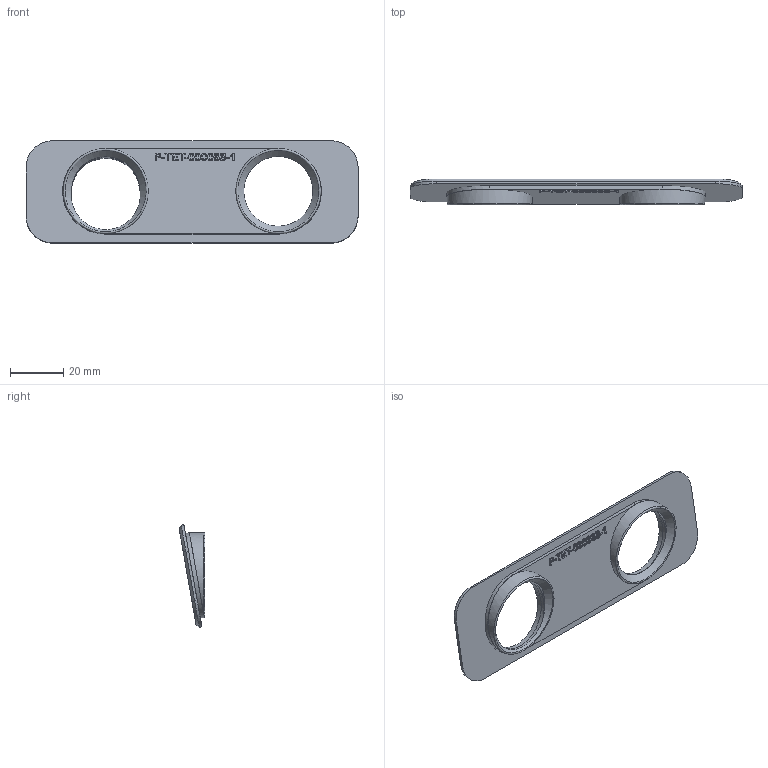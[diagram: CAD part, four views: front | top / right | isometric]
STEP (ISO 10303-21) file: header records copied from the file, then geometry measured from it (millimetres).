
FILE_DESCRIPTION(/* description */ (''),/* implementation_level */ '2;1');
FILE_NAME(/* name */ 'P-TET-000033-0_Rear_port_cover.step',/* time_stamp */ '2020-08-31T13:38:11-04:00',/* author */ (''),/* organization */ (''),/* preprocessor_version */ 'ST-DEVELOPER v18.1',/* originating_system */ 'Autodesk Translation Framework v9.3.0.1241',/* authorisation */ '');
FILE_SCHEMA (('AUTOMOTIVE_DESIGN { 1 0 10303 214 3 1 1 }'));
Length unit declared in the file: millimetre
Products named in the file (1): P-TET-000033-0
Bounding box: 125 x 9.72 x 38.58 mm (x, y, z)
Volume: 11013.1 mm3; surface area: 9643.1 mm2
Topology: 1 solids, 1 shells, 414 faces, 1159 edges, 765 vertices
Faces by surface type: bspline 324, plane 72, cylinder 10, cone 6, torus 2
Entity records: 16735 total; most frequent: CARTESIAN_POINT 8276, ORIENTED_EDGE 2318, EDGE_CURVE 1159, VERTEX_POINT 765, DIRECTION 728, B_SPLINE_CURVE_WITH_KNOTS 655, LINE 462, VECTOR 462
